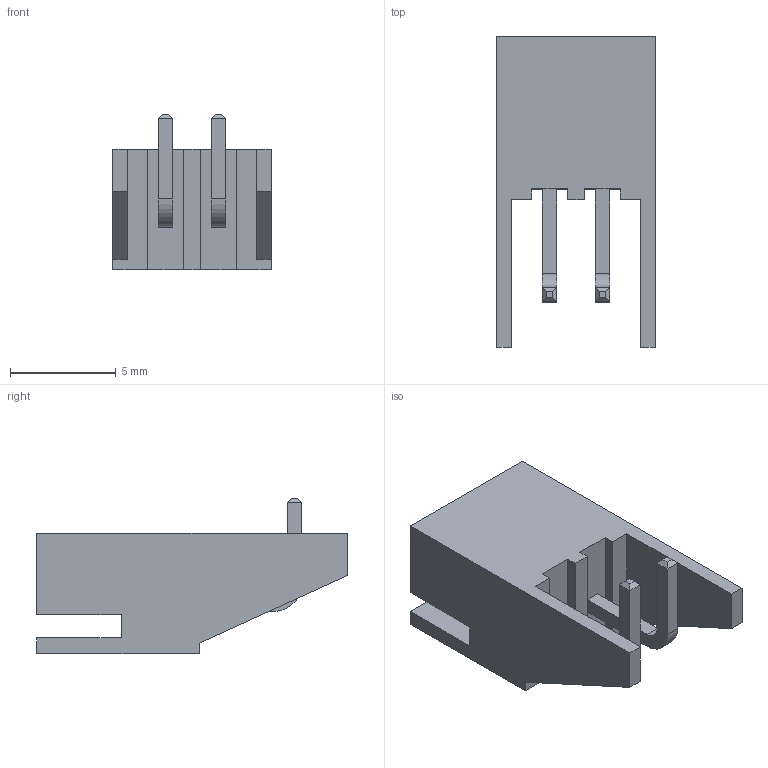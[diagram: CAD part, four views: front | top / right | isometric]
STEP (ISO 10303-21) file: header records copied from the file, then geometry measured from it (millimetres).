
FILE_DESCRIPTION (( 'STEP AP203' ), '1' );
FILE_NAME ('CWF-2(R).STEP', '2014-01-09T10:47:36', ( '' ), ( '' ), 'SwSTEP 2.0', 'SolidWorks 2012', '' );
FILE_SCHEMA (( 'CONFIG_CONTROL_DESIGN' ));
Length unit declared in the file: millimetre
Products named in the file (1): CWF-2(R)
Bounding box: 7.5 x 14.7 x 7.35 mm (x, y, z)
Volume: 217.6 mm3; surface area: 570.9 mm2
Topology: 1 solids, 1 shells, 78 faces, 200 edges, 128 vertices
Faces by surface type: plane 74, cylinder 4
Entity records: 2381 total; most frequent: CARTESIAN_POINT 407, ORIENTED_EDGE 400, DIRECTION 366, EDGE_CURVE 200, VECTOR 192, LINE 192, VERTEX_POINT 128, AXIS2_PLACEMENT_3D 87
